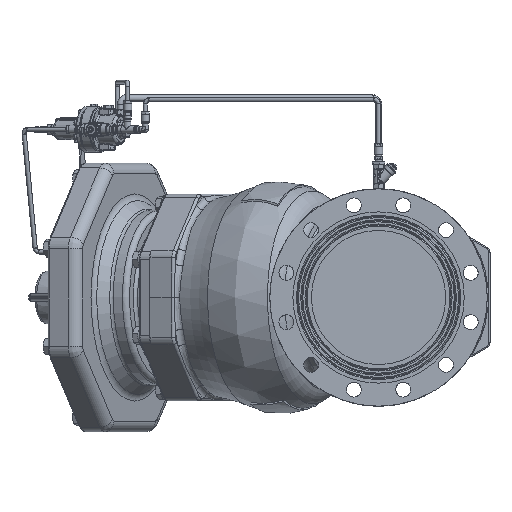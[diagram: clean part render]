
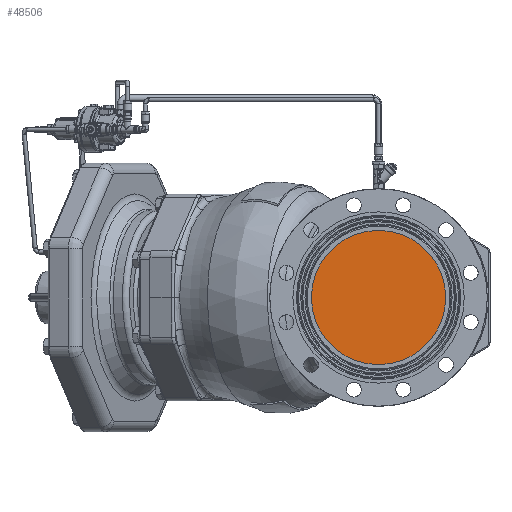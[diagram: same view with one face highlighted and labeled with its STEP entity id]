
A CAD part, left-side view. The second image highlights one B-rep face of the part: STEP entity #48506.
In plain terms, the highlighted planar face has unit normal (-1, 0, 0).
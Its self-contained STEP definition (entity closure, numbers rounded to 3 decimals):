
#1727=PLANE('',#51627);
#3397=FACE_OUTER_BOUND('',#6474,.T.);
#6474=EDGE_LOOP('',(#30488));
#9989=CIRCLE('',#51628,125.);
#18953=VERTEX_POINT('',#70802);
#23310=EDGE_CURVE('',#18953,#18953,#9989,.T.);
#30488=ORIENTED_EDGE('',*,*,#23310,.F.);
#48506=ADVANCED_FACE('',(#3397),#1727,.T.);
#51627=AXIS2_PLACEMENT_3D('',#70801,#57014,#57015);
#51628=AXIS2_PLACEMENT_3D('',#70803,#57016,#57017);
#57014=DIRECTION('center_axis',(-1.,0.,0.));
#57015=DIRECTION('ref_axis',(0.,0.,1.));
#57016=DIRECTION('center_axis',(1.,0.,0.));
#57017=DIRECTION('ref_axis',(0.,0.,
-1.));
#70801=CARTESIAN_POINT('Origin',(-130.,0.,0.));
#70802=CARTESIAN_POINT('',(-130.,0.,125.));
#70803=CARTESIAN_POINT('Origin',(-130.,0.,0.));
